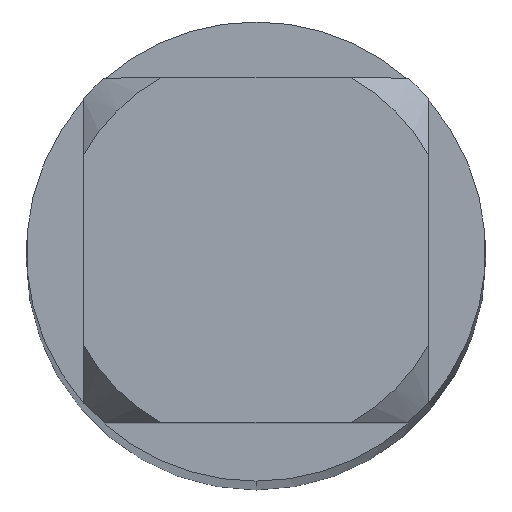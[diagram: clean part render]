
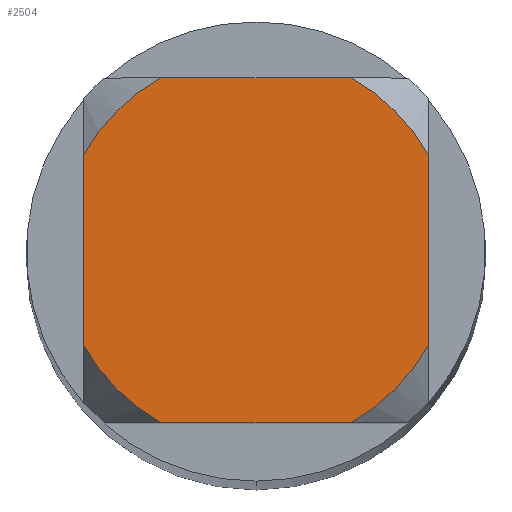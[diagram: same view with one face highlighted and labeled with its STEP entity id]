
A CAD part, top view. The second image highlights one B-rep face of the part: STEP entity #2504.
In plain terms, the highlighted planar face has unit normal (0, 0, 1).
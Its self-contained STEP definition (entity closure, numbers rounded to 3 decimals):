
#1606=EDGE_CURVE('',#2456,#3924,#4513,.T.);
#1750=VERTEX_POINT('',#4670);
#1902=VERTEX_POINT('',#4836);
#2168=EDGE_CURVE('',#1750,#2572,#5128,.T.);
#2456=VERTEX_POINT('',#5440);
#2504=ADVANCED_FACE('',(#5492),#5493,.T.);
#2510=VERTEX_POINT('',#5499);
#2530=VERTEX_POINT('',#5522);
#2572=VERTEX_POINT('',#5568);
#2636=VERTEX_POINT('',#5636);
#2876=EDGE_CURVE('',#1750,#2636,#5899,.T.);
#3200=EDGE_CURVE('',#2456,#2572,#6252,.T.);
#3554=EDGE_CURVE('',#2510,#2530,#6636,.T.);
#3808=EDGE_CURVE('',#1902,#2530,#6917,.T.);
#3924=VERTEX_POINT('',#7041);
#4004=EDGE_CURVE('',#2510,#2636,#7132,.T.);
#4216=EDGE_CURVE('',#1902,#3924,#7364,.T.);
#4513=LINE('',#7748,#7749);
#4670=CARTESIAN_POINT('',(1.05,-0.581,0.0));
#4836=CARTESIAN_POINT('',(-1.05,0.581,0.0));
#5128=LINE('',#8861,#8862);
#5440=CARTESIAN_POINT('',(0.581,1.05,0.0));
#5492=FACE_OUTER_BOUND('',#9486,.T.);
#5493=PLANE('',#9487);
#5499=CARTESIAN_POINT('',(-0.581,-1.05,0.0));
#5522=CARTESIAN_POINT('',(-1.05,-0.581,0.0));
#5568=CARTESIAN_POINT('',(1.05,0.581,0.0));
#5636=CARTESIAN_POINT('',(0.581,-1.05,0.0));
#5899=CIRCLE('',#10142,1.2);
#6252=CIRCLE('',#10733,1.2);
#6636=CIRCLE('',#11394,1.2);
#6917=LINE('',#11928,#11929);
#7041=CARTESIAN_POINT('',(-0.581,1.05,0.0));
#7132=LINE('',#12357,#12358);
#7364=CIRCLE('',#12810,1.2);
#7748=CARTESIAN_POINT('',(0.0,1.05,0.0));
#7749=VECTOR('',#13171,1.0);
#8861=CARTESIAN_POINT('',(1.05,0.3,0.0));
#8862=VECTOR('',#13824,1.0);
#9486=EDGE_LOOP('',(#14222,#14223,#14224,#14225,#14226,#14227,#14228,#14229));
#9487=AXIS2_PLACEMENT_3D('',#14230,#14231,#14232);
#10142=AXIS2_PLACEMENT_3D('',#14658,#14659,#14660);
#10733=AXIS2_PLACEMENT_3D('',#15014,#15015,#15016);
#11394=AXIS2_PLACEMENT_3D('',#15534,#15535,#15536);
#11928=CARTESIAN_POINT('',(-1.05,0.3,0.0));
#11929=VECTOR('',#15848,1.0);
#12357=CARTESIAN_POINT('',(0.0,-1.05,0.0));
#12358=VECTOR('',#16080,1.0);
#12810=AXIS2_PLACEMENT_3D('',#16326,#16327,#16328);
#13171=DIRECTION('',(-1.0,0.0,0.0));
#13824=DIRECTION('',(-0.0,1.0,0.0));
#14222=ORIENTED_EDGE('',*,*,#3808,.T.);
#14223=ORIENTED_EDGE('',*,*,#3554,.F.);
#14224=ORIENTED_EDGE('',*,*,#4004,.T.);
#14225=ORIENTED_EDGE('',*,*,#2876,.F.);
#14226=ORIENTED_EDGE('',*,*,#2168,.T.);
#14227=ORIENTED_EDGE('',*,*,#3200,.F.);
#14228=ORIENTED_EDGE('',*,*,#1606,.T.);
#14229=ORIENTED_EDGE('',*,*,#4216,.F.);
#14230=CARTESIAN_POINT('',(0.0,0.6,0.0));
#14231=DIRECTION('',(-0.0,0.0,1.0));
#14232=DIRECTION('',(0.0,-1.0,0.0));
#14658=CARTESIAN_POINT('',(0.0,0.0,0.0));
#14659=DIRECTION('',(0.0,0.0,-1.0));
#14660=DIRECTION('',(0.0,1.0,0.0));
#15014=CARTESIAN_POINT('',(0.0,0.0,0.0));
#15015=DIRECTION('',(0.0,0.0,-1.0));
#15016=DIRECTION('',(0.0,1.0,0.0));
#15534=CARTESIAN_POINT('',(0.0,0.0,0.0));
#15535=DIRECTION('',(0.0,0.0,-1.0));
#15536=DIRECTION('',(0.0,1.0,0.0));
#15848=DIRECTION('',(-0.0,-1.0,0.0));
#16080=DIRECTION('',(1.0,0.0,0.0));
#16326=CARTESIAN_POINT('',(0.0,0.0,0.0));
#16327=DIRECTION('',(0.0,0.0,-1.0));
#16328=DIRECTION('',(0.0,1.0,0.0));
